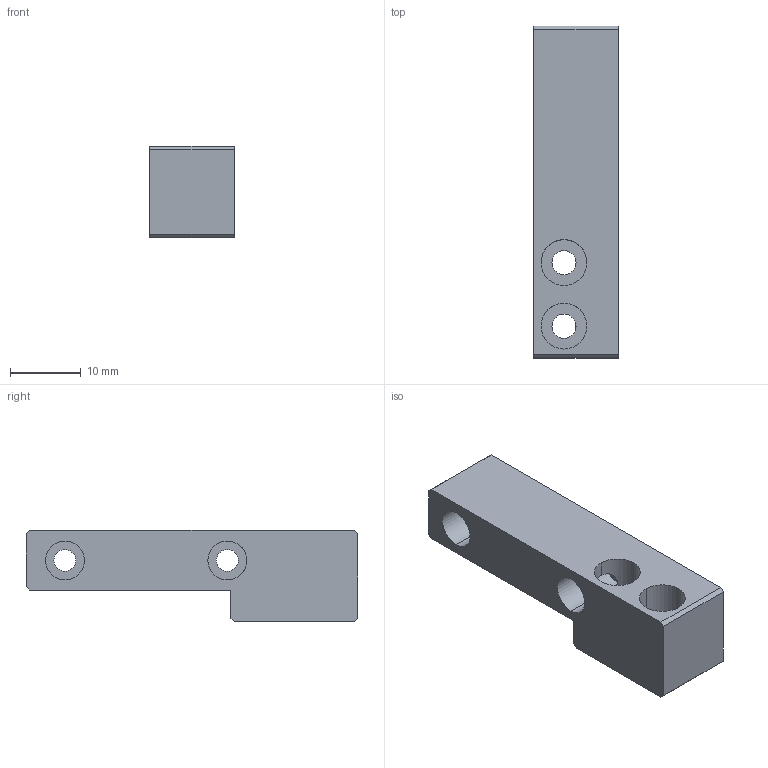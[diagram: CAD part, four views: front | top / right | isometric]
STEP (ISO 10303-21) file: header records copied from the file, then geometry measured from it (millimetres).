
FILE_DESCRIPTION (( 'STEP AP214' ), '1' );
FILE_NAME ('12600015.STEP', '2021-03-15T15:35:49', ( '' ), ( '' ), 'SwSTEP 2.0', 'SolidWorks 2020', '' );
FILE_SCHEMA (( 'AUTOMOTIVE_DESIGN' ));
Length unit declared in the file: millimetre
Products named in the file (1): 12600015
Bounding box: 12 x 47 x 13 mm (x, y, z)
Volume: 4511.6 mm3; surface area: 3148.7 mm2
Topology: 1 solids, 1 shells, 33 faces, 84 edges, 56 vertices
Faces by surface type: plane 17, cylinder 16
Entity records: 1122 total; most frequent: CARTESIAN_POINT 236, DIRECTION 182, ORIENTED_EDGE 168, EDGE_CURVE 84, AXIS2_PLACEMENT_3D 66, VERTEX_POINT 56, VECTOR 50, LINE 50
